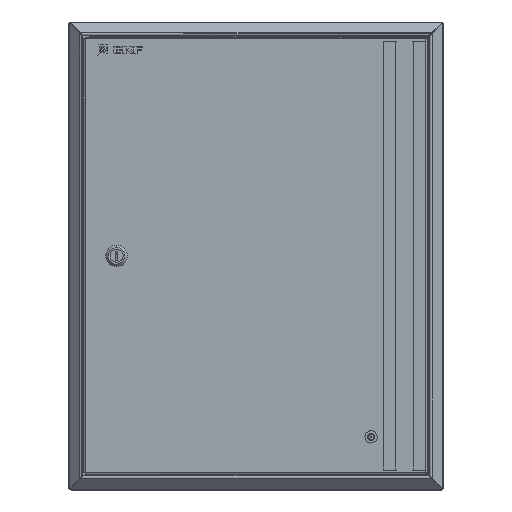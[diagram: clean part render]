
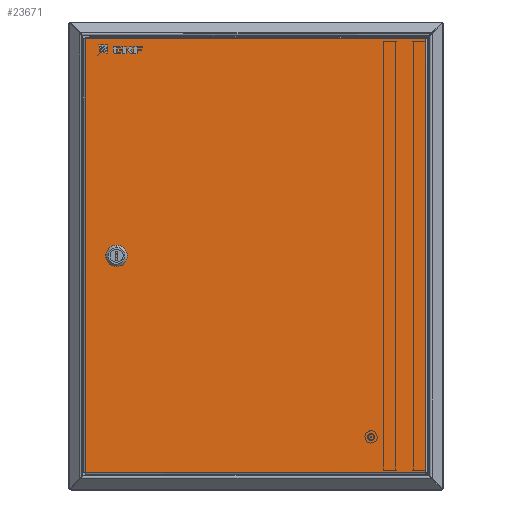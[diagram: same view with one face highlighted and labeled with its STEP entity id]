
A CAD part, top view. The second image highlights one B-rep face of the part: STEP entity #23671.
In plain terms, the highlighted planar face has unit normal (0, 0, 1).
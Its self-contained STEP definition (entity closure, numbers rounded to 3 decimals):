
#43 = DIRECTION ( 'NONE',  ( -1., 0., 0. ) ) ;
#606 = CARTESIAN_POINT ( 'NONE',  ( 33.3, 233.63, 0. ) ) ;
#897 = ORIENTED_EDGE ( 'NONE', *, *, #9750, .F. ) ;
#1136 = VECTOR ( 'NONE', #4381, 1000. ) ;
#1833 = VERTEX_POINT ( 'NONE', #23791 ) ;
#2010 = EDGE_CURVE ( 'NONE', #11491, #14501, #29076, .T. ) ;
#2454 = VECTOR ( 'NONE', #22373, 1000. ) ;
#2586 = ORIENTED_EDGE ( 'NONE', *, *, #25359, .T. ) ;
#2852 = DIRECTION ( 'NONE',  ( 1., 0., 0. ) ) ;
#3228 = AXIS2_PLACEMENT_3D ( 'NONE', #18010, #4585, #20254 ) ;
#3504 = VERTEX_POINT ( 'NONE', #3740 ) ;
#3740 = CARTESIAN_POINT ( 'NONE',  ( 363.7, 1.7, 0. ) ) ;
#4381 = DIRECTION ( 'NONE',  ( 0., -1., 0. ) ) ;
#4585 = DIRECTION ( 'NONE',  ( 0., 0., -1. ) ) ;
#5689 = CARTESIAN_POINT ( 'NONE',  ( 0., 1.7, 0. ) ) ;
#5925 = DIRECTION ( 'NONE',  ( 0., -1., 0. ) ) ;
#7725 = FACE_BOUND ( 'NONE', #22520, .T. ) ;
#7735 = VERTEX_POINT ( 'NONE', #18149 ) ;
#7977 = EDGE_CURVE ( 'NONE', #15659, #3504, #27891, .T. ) ;
#8240 = CARTESIAN_POINT ( 'NONE',  ( 304.9, 40., 0. ) ) ;
#8419 = FACE_BOUND ( 'NONE', #19563, .T. ) ;
#8603 = VECTOR ( 'NONE', #20179, 1000. ) ;
#8989 = CARTESIAN_POINT ( 'NONE',  ( 363.7, 0.877, 0. ) ) ;
#9014 = EDGE_CURVE ( 'NONE', #27601, #7735, #14834, .T. ) ;
#9127 = ORIENTED_EDGE ( 'NONE', *, *, #13283, .F. ) ;
#9283 = PLANE ( 'NONE',  #19739 ) ;
#9326 = ORIENTED_EDGE ( 'NONE', *, *, #27272, .T. ) ;
#9750 = EDGE_CURVE ( 'NONE', #7735, #26175, #25688, .T. ) ;
#9833 = LINE ( 'NONE', #8989, #2454 ) ;
#10204 = CARTESIAN_POINT ( 'NONE',  ( 33.3, 233.63, 0. ) ) ;
#10492 = ORIENTED_EDGE ( 'NONE', *, *, #7977, .T. ) ;
#10497 = EDGE_CURVE ( 'NONE', #26175, #22737, #18290, .T. ) ;
#11491 = VERTEX_POINT ( 'NONE', #8240 ) ;
#11505 = DIRECTION ( 'NONE',  ( 0., 0., -1. ) ) ;
#11509 = LINE ( 'NONE', #19527, #22013 ) ;
#12451 = DIRECTION ( 'NONE',  ( 1., 0., 0. ) ) ;
#13283 = EDGE_CURVE ( 'NONE', #22737, #27601, #20515, .T. ) ;
#13467 = DIRECTION ( 'NONE',  ( 0., 0., -1. ) ) ;
#13666 = FACE_OUTER_BOUND ( 'NONE', #21124, .T. ) ;
#14141 = ORIENTED_EDGE ( 'NONE', *, *, #2010, .T. ) ;
#14315 = ORIENTED_EDGE ( 'NONE', *, *, #27093, .T. ) ;
#14501 = VERTEX_POINT ( 'NONE', #19526 ) ;
#14834 = CIRCLE ( 'NONE', #17660, 9.25 ) ;
#15551 = CARTESIAN_POINT ( 'NONE',  ( 24.8, 237.279, 0. ) ) ;
#15659 = VERTEX_POINT ( 'NONE', #26942 ) ;
#15677 = AXIS2_PLACEMENT_3D ( 'NONE', #606, #16277, #2852 ) ;
#16277 = DIRECTION ( 'NONE',  ( 0., 0., 1. ) ) ;
#17101 = ORIENTED_EDGE ( 'NONE', *, *, #9014, .F. ) ;
#17660 = AXIS2_PLACEMENT_3D ( 'NONE', #10204, #25887, #12451 ) ;
#18010 = CARTESIAN_POINT ( 'NONE',  ( 305.4, 40., 0. ) ) ;
#18149 = CARTESIAN_POINT ( 'NONE',  ( 24.8, 237.279, 0. ) ) ;
#18290 = CIRCLE ( 'NONE', #15677, 9.25 ) ;
#18951 = CARTESIAN_POINT ( 'NONE',  ( 41.8, 237.279, 0. ) ) ;
#19116 = DIRECTION ( 'NONE',  ( 1., 0., 0. ) ) ;
#19526 = CARTESIAN_POINT ( 'NONE',  ( 305.9, 40., 0. ) ) ;
#19527 = CARTESIAN_POINT ( 'NONE',  ( 364.523, 465.56, 0. ) ) ;
#19563 = EDGE_LOOP ( 'NONE', ( #14141, #9326 ) ) ;
#19739 = AXIS2_PLACEMENT_3D ( 'NONE', #27135, #11505, #27235 ) ;
#20179 = DIRECTION ( 'NONE',  ( 0., 1., 0. ) ) ;
#20254 = DIRECTION ( 'NONE',  ( -1., 0., 0. ) ) ;
#20515 = LINE ( 'NONE', #24604, #8603 ) ;
#21124 = EDGE_LOOP ( 'NONE', ( #21387, #2586, #14315, #10492 ) ) ;
#21177 = VECTOR ( 'NONE', #19116, 1000. ) ;
#21387 = ORIENTED_EDGE ( 'NONE', *, *, #23628, .T. ) ;
#21774 = DIRECTION ( 'NONE',  ( -1., 0., 0. ) ) ;
#22013 = VECTOR ( 'NONE', #21774, 1000. ) ;
#22373 = DIRECTION ( 'NONE',  ( 0., 1., 0. ) ) ;
#22520 = EDGE_LOOP ( 'NONE', ( #897, #17101, #9127, #27017 ) ) ;
#22737 = VERTEX_POINT ( 'NONE', #28084 ) ;
#22912 = CARTESIAN_POINT ( 'NONE',  ( 0., 465.56, 0. ) ) ;
#22963 = VECTOR ( 'NONE', #5925, 1000. ) ;
#23307 = CIRCLE ( 'NONE', #25066, 0.5 ) ;
#23628 = EDGE_CURVE ( 'NONE', #3504, #1833, #9833, .T. ) ;
#23671 = ADVANCED_FACE ( 'NONE', ( #8419, #7725, #13666 ), #9283, .F. ) ;
#23791 = CARTESIAN_POINT ( 'NONE',  ( 363.7, 465.56, 0. ) ) ;
#24604 = CARTESIAN_POINT ( 'NONE',  ( 41.8, 237.279, 0. ) ) ;
#24639 = VERTEX_POINT ( 'NONE', #22912 ) ;
#25066 = AXIS2_PLACEMENT_3D ( 'NONE', #26929, #13467, #43 ) ;
#25359 = EDGE_CURVE ( 'NONE', #1833, #24639, #11509, .T. ) ;
#25688 = LINE ( 'NONE', #15551, #1136 ) ;
#25887 = DIRECTION ( 'NONE',  ( 0., 0., 1. ) ) ;
#26152 = CARTESIAN_POINT ( 'NONE',  ( 0., 0., 0. ) ) ;
#26175 = VERTEX_POINT ( 'NONE', #28972 ) ;
#26929 = CARTESIAN_POINT ( 'NONE',  ( 305.4, 40., 0. ) ) ;
#26942 = CARTESIAN_POINT ( 'NONE',  ( 0., 1.7, 0. ) ) ;
#27017 = ORIENTED_EDGE ( 'NONE', *, *, #10497, .F. ) ;
#27093 = EDGE_CURVE ( 'NONE', #24639, #15659, #28281, .T. ) ;
#27135 = CARTESIAN_POINT ( 'NONE',  ( 0., 0., 0. ) ) ;
#27235 = DIRECTION ( 'NONE',  ( -1., 0., 0. ) ) ;
#27272 = EDGE_CURVE ( 'NONE', #14501, #11491, #23307, .T. ) ;
#27601 = VERTEX_POINT ( 'NONE', #18951 ) ;
#27891 = LINE ( 'NONE', #5689, #21177 ) ;
#28084 = CARTESIAN_POINT ( 'NONE',  ( 41.8, 229.981, 0. ) ) ;
#28281 = LINE ( 'NONE', #26152, #22963 ) ;
#28972 = CARTESIAN_POINT ( 'NONE',  ( 24.8, 229.981, 0. ) ) ;
#29076 = CIRCLE ( 'NONE', #3228, 0.5 ) ;
